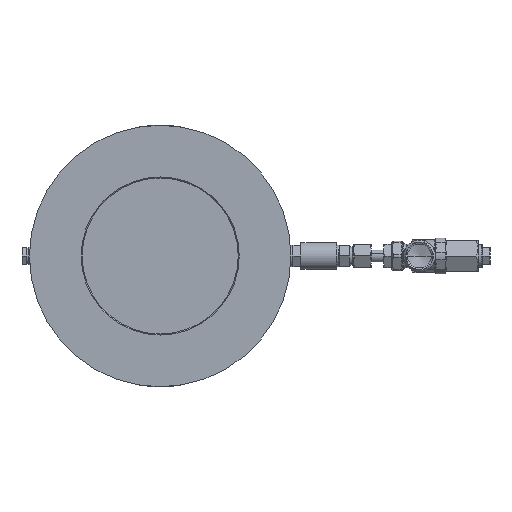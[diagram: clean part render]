
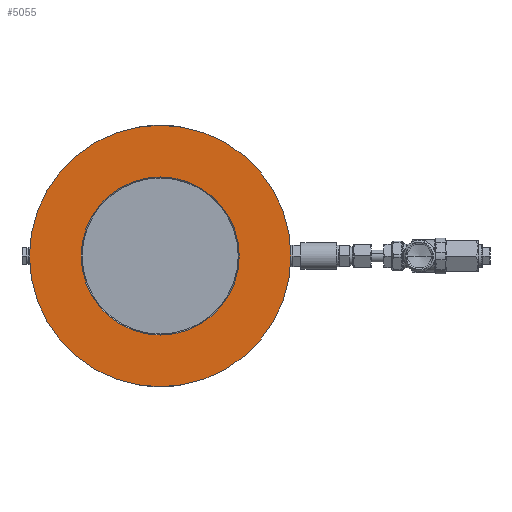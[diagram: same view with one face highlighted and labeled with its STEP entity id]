
A CAD part, front view. The second image highlights one B-rep face of the part: STEP entity #5055.
In plain terms, the highlighted planar face has unit normal (0, -1, 0).
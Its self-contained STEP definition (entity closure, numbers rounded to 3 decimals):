
#764 = CARTESIAN_POINT ( 'NONE',  ( -60., 0.194, 0. ) ) ;
#4987 = AXIS2_PLACEMENT_3D ( 'NONE', #25139, #56272, #29625 ) ;
#5055 = ADVANCED_FACE ( 'NONE', ( #25046, #14580 ), #5219, .F. ) ;
#5219 = PLANE ( 'NONE',  #13397 ) ;
#9373 = DIRECTION ( 'NONE',  ( 0., 1., 0. ) ) ;
#9713 = DIRECTION ( 'NONE',  ( -1., 0., 0. ) ) ;
#9919 = CIRCLE ( 'NONE', #47368, 79.5 ) ;
#11647 = CIRCLE ( 'NONE', #41945, 131.5 ) ;
#13190 = CARTESIAN_POINT ( 'NONE',  ( 0., 0.194, 0. ) ) ;
#13397 = AXIS2_PLACEMENT_3D ( 'NONE', #764, #26501, #9713 ) ;
#13506 = VERTEX_POINT ( 'NONE', #18321 ) ;
#14580 = FACE_OUTER_BOUND ( 'NONE', #33844, .T. ) ;
#17645 = DIRECTION ( 'NONE',  ( -1., 0., 0. ) ) ;
#18321 = CARTESIAN_POINT ( 'NONE',  ( 0., 0.194, -79.5 ) ) ;
#18432 = CARTESIAN_POINT ( 'NONE',  ( 0., 0.194, 0. ) ) ;
#18897 = CARTESIAN_POINT ( 'NONE',  ( 0., 0.194, -131.5 ) ) ;
#19386 = VERTEX_POINT ( 'NONE', #48789 ) ;
#22064 = ORIENTED_EDGE ( 'NONE', *, *, #28368, .T. ) ;
#22915 = DIRECTION ( 'NONE',  ( -1., 0., 0. ) ) ;
#23068 = ORIENTED_EDGE ( 'NONE', *, *, #27472, .T. ) ;
#24166 = ORIENTED_EDGE ( 'NONE', *, *, #53806, .T. ) ;
#25046 = FACE_BOUND ( 'NONE', #42249, .T. ) ;
#25139 = CARTESIAN_POINT ( 'NONE',  ( 0., 0.194, 0. ) ) ;
#25876 = ORIENTED_EDGE ( 'NONE', *, *, #39382, .T. ) ;
#26501 = DIRECTION ( 'NONE',  ( 0., 1., 0. ) ) ;
#27472 = EDGE_CURVE ( 'NONE', #13506, #50296, #9919, .T. ) ;
#28368 = EDGE_CURVE ( 'NONE', #50296, #13506, #57267, .T. ) ;
#29625 = DIRECTION ( 'NONE',  ( -1., 0., 0. ) ) ;
#33844 = EDGE_LOOP ( 'NONE', ( #24166, #25876 ) ) ;
#36059 = CARTESIAN_POINT ( 'NONE',  ( 0., 0.194, 0. ) ) ;
#39382 = EDGE_CURVE ( 'NONE', #19386, #51889, #44782, .T. ) ;
#40552 = DIRECTION ( 'NONE',  ( -1., 0., 0. ) ) ;
#41945 = AXIS2_PLACEMENT_3D ( 'NONE', #13190, #44322, #17645 ) ;
#42249 = EDGE_LOOP ( 'NONE', ( #23068, #22064 ) ) ;
#44322 = DIRECTION ( 'NONE',  ( 0., -1., 0. ) ) ;
#44782 = CIRCLE ( 'NONE', #4987, 131.5 ) ;
#47368 = AXIS2_PLACEMENT_3D ( 'NONE', #36059, #9373, #40552 ) ;
#48789 = CARTESIAN_POINT ( 'NONE',  ( 0., 0.194, 131.5 ) ) ;
#49539 = DIRECTION ( 'NONE',  ( 0., 1., 0. ) ) ;
#50296 = VERTEX_POINT ( 'NONE', #55239 ) ;
#51889 = VERTEX_POINT ( 'NONE', #18897 ) ;
#53806 = EDGE_CURVE ( 'NONE', #51889, #19386, #11647, .T. ) ;
#55239 = CARTESIAN_POINT ( 'NONE',  ( 0., 0.194, 79.5 ) ) ;
#56272 = DIRECTION ( 'NONE',  ( 0., -1., 0. ) ) ;
#57084 = AXIS2_PLACEMENT_3D ( 'NONE', #18432, #49539, #22915 ) ;
#57267 = CIRCLE ( 'NONE', #57084, 79.5 ) ;
